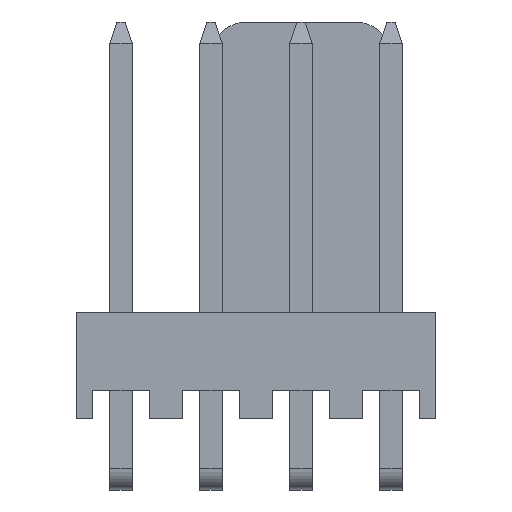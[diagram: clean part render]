
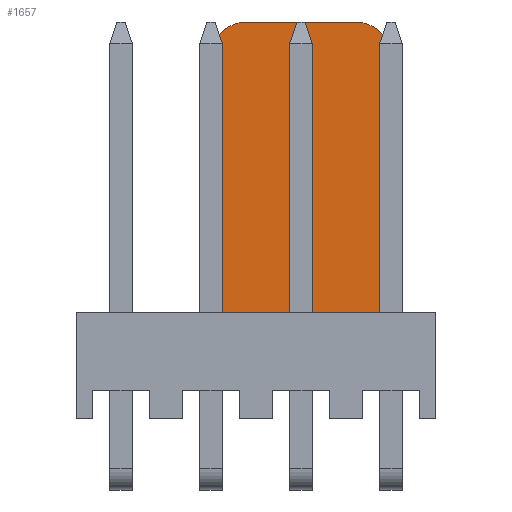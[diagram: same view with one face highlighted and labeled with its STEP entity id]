
A CAD part, top view. The second image highlights one B-rep face of the part: STEP entity #1657.
In plain terms, the highlighted planar face has unit normal (0, 0, 1).
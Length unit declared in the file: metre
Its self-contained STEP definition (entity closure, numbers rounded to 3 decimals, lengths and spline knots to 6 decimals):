
#36=CIRCLE('',#1826,0.001);
#37=CIRCLE('',#1827,0.001);
#468=ORIENTED_EDGE('',*,*,#708,.F.);
#469=ORIENTED_EDGE('',*,*,#710,.T.);
#470=ORIENTED_EDGE('',*,*,#711,.T.);
#471=ORIENTED_EDGE('',*,*,#640,.F.);
#472=ORIENTED_EDGE('',*,*,#712,.F.);
#473=ORIENTED_EDGE('',*,*,#713,.T.);
#640=EDGE_CURVE('',#806,#807,#998,.T.);
#708=EDGE_CURVE('',#852,#853,#1064,.T.);
#710=EDGE_CURVE('',#852,#854,#36,.T.);
#711=EDGE_CURVE('',#854,#807,#1066,.T.);
#712=EDGE_CURVE('',#855,#806,#1067,.T.);
#713=EDGE_CURVE('',#855,#853,#37,.T.);
#806=VERTEX_POINT('',#2586);
#807=VERTEX_POINT('',#2588);
#852=VERTEX_POINT('',#2722);
#853=VERTEX_POINT('',#2724);
#854=VERTEX_POINT('',#2728);
#855=VERTEX_POINT('',#2731);
#998=LINE('',#2587,#1212);
#1064=LINE('',#2723,#1278);
#1066=LINE('',#2729,#1280);
#1067=LINE('',#2730,#1281);
#1212=VECTOR('',#2138,1.);
#1278=VECTOR('',#2252,1.);
#1280=VECTOR('',#2258,1.);
#1281=VECTOR('',#2259,1.);
#1375=EDGE_LOOP('',(#468,#469,#470,#471,#472,#473));
#1471=FACE_BOUND('',#1375,.T.);
#1563=PLANE('',#1825);
#1657=ADVANCED_FACE('',(#1471),#1563,.T.);
#1825=AXIS2_PLACEMENT_3D('',#2726,#2254,#2255);
#1826=AXIS2_PLACEMENT_3D('',#2727,#2256,#2257);
#1827=AXIS2_PLACEMENT_3D('',#2732,#2260,#2261);
#2138=DIRECTION('',(-1.,0.,0.));
#2252=DIRECTION('',(1.,0.,0.));
#2254=DIRECTION('',(0.,0.,1.));
#2255=DIRECTION('',(1.,0.,0.));
#2256=DIRECTION('',(0.,0.,1.));
#2257=DIRECTION('',(1.,0.,0.));
#2258=DIRECTION('',(0.,-1.,0.));
#2259=DIRECTION('',(0.,-1.,0.));
#2260=DIRECTION('',(0.,0.,1.));
#2261=DIRECTION('',(1.,0.,0.));
#2586=CARTESIAN_POINT('',(0.00889,0.,0.0005));
#2587=CARTESIAN_POINT('',(0.00635,0.,0.0005));
#2588=CARTESIAN_POINT('',(0.00381,0.,0.0005));
#2722=CARTESIAN_POINT('',(0.00481,0.0082,0.0005));
#2723=CARTESIAN_POINT('',(0.00635,0.0082,0.0005));
#2724=CARTESIAN_POINT('',(0.00789,0.0082,0.0005));
#2726=CARTESIAN_POINT('',(0.00635,0.008202,0.0005));
#2727=CARTESIAN_POINT('',(0.00481,0.0072,0.0005));
#2728=CARTESIAN_POINT('',(0.00381,0.0072,0.0005));
#2729=CARTESIAN_POINT('',(0.00381,0.008202,0.0005));
#2730=CARTESIAN_POINT('',(0.00889,0.008202,0.0005));
#2731=CARTESIAN_POINT('',(0.00889,0.0072,0.0005));
#2732=CARTESIAN_POINT('',(0.00789,0.0072,0.0005));
